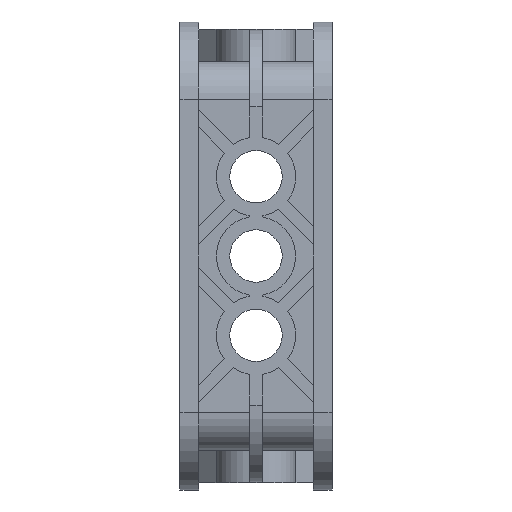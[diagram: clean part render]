
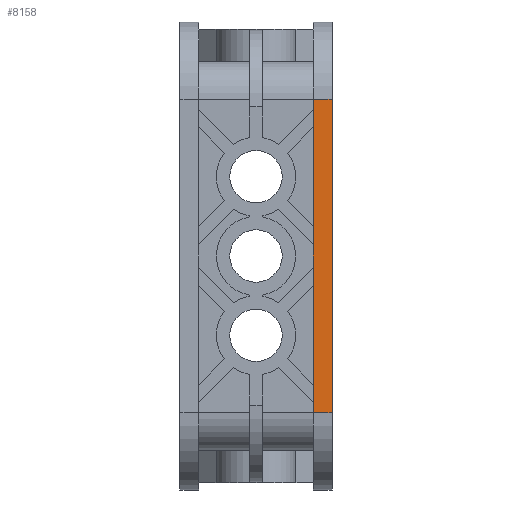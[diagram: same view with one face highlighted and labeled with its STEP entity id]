
A CAD part, left-side view. The second image highlights one B-rep face of the part: STEP entity #8158.
In plain terms, the highlighted planar face has unit normal (-1, 0, 0).
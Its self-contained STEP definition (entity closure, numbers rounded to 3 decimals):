
#127 = DIRECTION ( 'NONE',  ( 0., 0., -1. ) ) ;
#1152 = CARTESIAN_POINT ( 'NONE',  ( -34.75, -4.6, 12.55 ) ) ;
#1448 = LINE ( 'NONE', #16771, #11934 ) ;
#1463 = VECTOR ( 'NONE', #12990, 1000. ) ;
#1850 = LINE ( 'NONE', #6244, #15505 ) ;
#2975 = VERTEX_POINT ( 'NONE', #12673 ) ;
#3143 = VECTOR ( 'NONE', #13689, 1000. ) ;
#3183 = DIRECTION ( 'NONE',  ( 0., 0., 1. ) ) ;
#3306 = CARTESIAN_POINT ( 'NONE',  ( -34.75, -4.6, -11.961 ) ) ;
#3416 = CARTESIAN_POINT ( 'NONE',  ( -34.75, 6.1, 12.55 ) ) ;
#3730 = CARTESIAN_POINT ( 'NONE',  ( -34.75, -4.6, 12.55 ) ) ;
#3878 = DIRECTION ( 'NONE',  ( 0., 0., 1. ) ) ;
#4326 = LINE ( 'NONE', #12005, #11204 ) ;
#4891 = ORIENTED_EDGE ( 'NONE', *, *, #7439, .F. ) ;
#4951 = EDGE_CURVE ( 'NONE', #2975, #9355, #4326, .T. ) ;
#5074 = LINE ( 'NONE', #3416, #1463 ) ;
#5507 = CARTESIAN_POINT ( 'NONE',  ( -34.75, -4.6, 12.55 ) ) ;
#6244 = CARTESIAN_POINT ( 'NONE',  ( -34.75, 6.1, -12.55 ) ) ;
#6261 = EDGE_CURVE ( 'NONE', #7486, #2975, #1850, .T. ) ;
#6696 = VERTEX_POINT ( 'NONE', #3306 ) ;
#6922 = CARTESIAN_POINT ( 'NONE',  ( -34.75, 6.1, 12.55 ) ) ;
#7439 = EDGE_CURVE ( 'NONE', #7486, #6696, #12940, .T. ) ;
#7486 = VERTEX_POINT ( 'NONE', #14855 ) ;
#8158 = ADVANCED_FACE ( 'NONE', ( #11862 ), #15085, .F. ) ;
#8305 = DIRECTION ( 'NONE',  ( 1., 0., 0. ) ) ;
#8309 = ORIENTED_EDGE ( 'NONE', *, *, #6261, .T. ) ;
#8585 = VERTEX_POINT ( 'NONE', #3730 ) ;
#9315 = VECTOR ( 'NONE', #3878, 1000. ) ;
#9355 = VERTEX_POINT ( 'NONE', #16232 ) ;
#10372 = DIRECTION ( 'NONE',  ( 0., -1., 0. ) ) ;
#11145 = EDGE_LOOP ( 'NONE', ( #4891, #8309, #12296, #14160, #15092, #17633 ) ) ;
#11204 = VECTOR ( 'NONE', #13418, 1000. ) ;
#11766 = EDGE_CURVE ( 'NONE', #6696, #16079, #1448, .T. ) ;
#11862 = FACE_OUTER_BOUND ( 'NONE', #11145, .T. ) ;
#11934 = VECTOR ( 'NONE', #3183, 1000. ) ;
#12005 = CARTESIAN_POINT ( 'NONE',  ( -34.75, -6.1, 12.55 ) ) ;
#12242 = EDGE_CURVE ( 'NONE', #8585, #9355, #5074, .T. ) ;
#12296 = ORIENTED_EDGE ( 'NONE', *, *, #4951, .T. ) ;
#12601 = EDGE_CURVE ( 'NONE', #16079, #8585, #14055, .T. ) ;
#12673 = CARTESIAN_POINT ( 'NONE',  ( -34.75, -6.1, -12.55 ) ) ;
#12940 = LINE ( 'NONE', #1152, #9315 ) ;
#12990 = DIRECTION ( 'NONE',  ( 0., -1., 0. ) ) ;
#13418 = DIRECTION ( 'NONE',  ( 0., 0., 1. ) ) ;
#13689 = DIRECTION ( 'NONE',  ( 0., 0., 1. ) ) ;
#14055 = LINE ( 'NONE', #5507, #3143 ) ;
#14160 = ORIENTED_EDGE ( 'NONE', *, *, #12242, .F. ) ;
#14855 = CARTESIAN_POINT ( 'NONE',  ( -34.75, -4.6, -12.55 ) ) ;
#14894 = CARTESIAN_POINT ( 'NONE',  ( -34.75, -4.6, 11.961 ) ) ;
#15085 = PLANE ( 'NONE',  #17241 ) ;
#15092 = ORIENTED_EDGE ( 'NONE', *, *, #12601, .F. ) ;
#15505 = VECTOR ( 'NONE', #10372, 1000. ) ;
#16079 = VERTEX_POINT ( 'NONE', #14894 ) ;
#16232 = CARTESIAN_POINT ( 'NONE',  ( -34.75, -6.1, 12.55 ) ) ;
#16771 = CARTESIAN_POINT ( 'NONE',  ( -34.75, -4.6, 12.55 ) ) ;
#17241 = AXIS2_PLACEMENT_3D ( 'NONE', #6922, #8305, #127 ) ;
#17633 = ORIENTED_EDGE ( 'NONE', *, *, #11766, .F. ) ;
